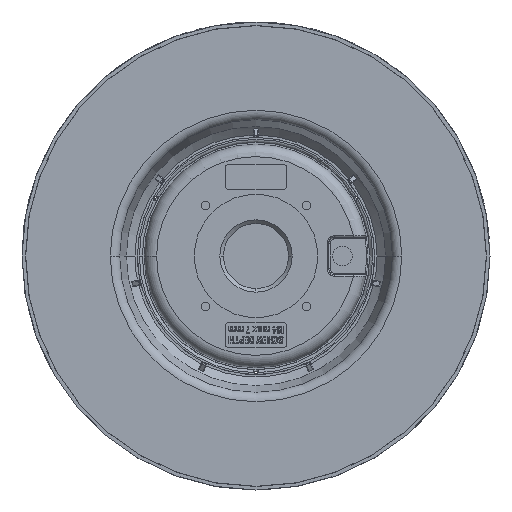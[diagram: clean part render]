
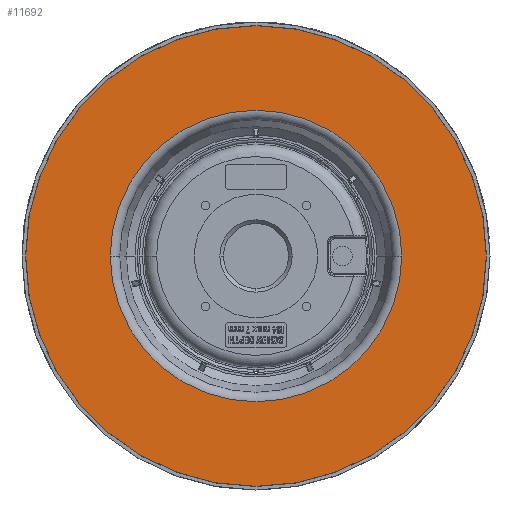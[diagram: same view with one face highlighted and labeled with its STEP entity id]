
A CAD part, front view. The second image highlights one B-rep face of the part: STEP entity #11692.
In plain terms, the highlighted planar face has unit normal (0, -1, 0).
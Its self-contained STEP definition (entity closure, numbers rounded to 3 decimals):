
#373 = EDGE_CURVE ( 'NONE', #5684, #8284, #11544, .T. ) ;
#1399 = CIRCLE ( 'NONE', #32332, 59. ) ;
#1815 = DIRECTION ( 'NONE',  ( 0., 1., 0. ) ) ;
#1819 = DIRECTION ( 'NONE',  ( 0., -1., 0. ) ) ;
#2932 = CARTESIAN_POINT ( 'NONE',  ( 0., -5., 0. ) ) ;
#4633 = ORIENTED_EDGE ( 'NONE', *, *, #11927, .T. ) ;
#4664 = DIRECTION ( 'NONE',  ( -1., 0., 0. ) ) ;
#5371 = AXIS2_PLACEMENT_3D ( 'NONE', #26175, #1815, #4664 ) ;
#5684 = VERTEX_POINT ( 'NONE', #7668 ) ;
#6345 = DIRECTION ( 'NONE',  ( 0., -1., 0. ) ) ;
#7668 = CARTESIAN_POINT ( 'NONE',  ( -93.267, -5., 0. ) ) ;
#8284 = VERTEX_POINT ( 'NONE', #8541 ) ;
#8541 = CARTESIAN_POINT ( 'NONE',  ( 93.267, -5., 0. ) ) ;
#11445 = AXIS2_PLACEMENT_3D ( 'NONE', #17231, #6345, #11665 ) ;
#11544 = CIRCLE ( 'NONE', #5371, 93.267 ) ;
#11665 = DIRECTION ( 'NONE',  ( 0., 0., -1. ) ) ;
#11692 = ADVANCED_FACE ( 'NONE', ( #15457, #25133 ), #33445, .T. ) ;
#11840 = EDGE_LOOP ( 'NONE', ( #14405, #4633 ) ) ;
#11927 = EDGE_CURVE ( 'NONE', #13556, #26167, #30235, .T. ) ;
#13099 = AXIS2_PLACEMENT_3D ( 'NONE', #29414, #28930, #26190 ) ;
#13556 = VERTEX_POINT ( 'NONE', #29444 ) ;
#14405 = ORIENTED_EDGE ( 'NONE', *, *, #33690, .F. ) ;
#14652 = AXIS2_PLACEMENT_3D ( 'NONE', #26301, #1819, #29289 ) ;
#15457 = FACE_OUTER_BOUND ( 'NONE', #31257, .T. ) ;
#17231 = CARTESIAN_POINT ( 'NONE',  ( 0., -5., 0. ) ) ;
#17411 = CARTESIAN_POINT ( 'NONE',  ( 59., -5., 0. ) ) ;
#17976 = ORIENTED_EDGE ( 'NONE', *, *, #33219, .T. ) ;
#21832 = DIRECTION ( 'NONE',  ( 0., -1., 0. ) ) ;
#22072 = DIRECTION ( 'NONE',  ( -1., 0., 0. ) ) ;
#23309 = ORIENTED_EDGE ( 'NONE', *, *, #373, .F. ) ;
#25133 = FACE_BOUND ( 'NONE', #11840, .T. ) ;
#26167 = VERTEX_POINT ( 'NONE', #17411 ) ;
#26175 = CARTESIAN_POINT ( 'NONE',  ( 0., -5., 0. ) ) ;
#26190 = DIRECTION ( 'NONE',  ( -1., 0., 0. ) ) ;
#26301 = CARTESIAN_POINT ( 'NONE',  ( 0., -5., 0. ) ) ;
#28930 = DIRECTION ( 'NONE',  ( 0., 1., 0. ) ) ;
#29289 = DIRECTION ( 'NONE',  ( -1., 0., 0. ) ) ;
#29414 = CARTESIAN_POINT ( 'NONE',  ( 0., -5., 0. ) ) ;
#29444 = CARTESIAN_POINT ( 'NONE',  ( -59., -5., 0. ) ) ;
#30235 = CIRCLE ( 'NONE', #13099, 59. ) ;
#31257 = EDGE_LOOP ( 'NONE', ( #23309, #17976 ) ) ;
#31949 = CIRCLE ( 'NONE', #14652, 93.267 ) ;
#32332 = AXIS2_PLACEMENT_3D ( 'NONE', #2932, #21832, #22072 ) ;
#33219 = EDGE_CURVE ( 'NONE', #5684, #8284, #31949, .T. ) ;
#33445 = PLANE ( 'NONE',  #11445 ) ;
#33690 = EDGE_CURVE ( 'NONE', #13556, #26167, #1399, .T. ) ;
